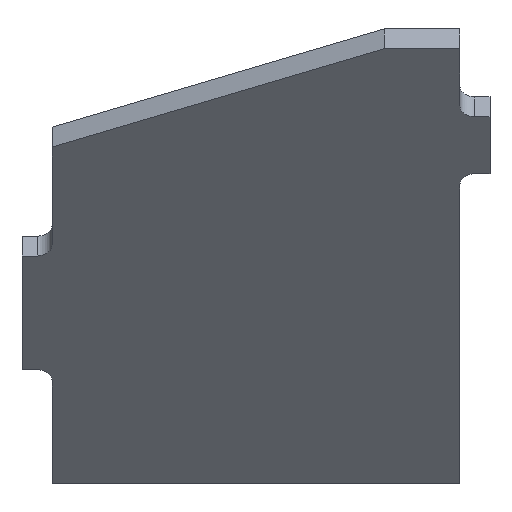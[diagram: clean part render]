
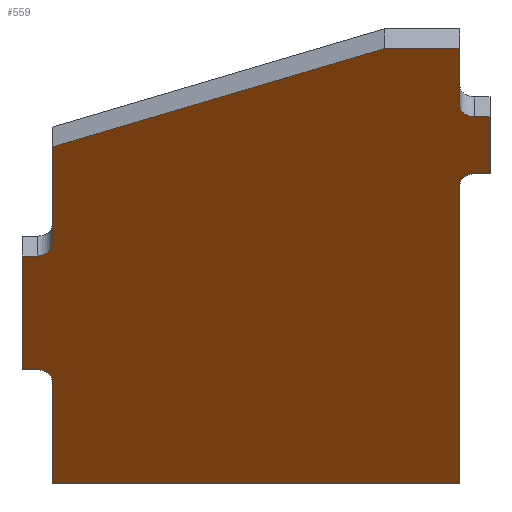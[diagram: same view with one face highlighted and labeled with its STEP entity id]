
A CAD part, left-side view. The second image highlights one B-rep face of the part: STEP entity #559.
In plain terms, the highlighted planar face has unit normal (-0.753, 0, -0.658).
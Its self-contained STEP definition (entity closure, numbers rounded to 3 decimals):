
#57=CARTESIAN_POINT('Line Origine',(72.935,9.,36.736)) ;
#61=CARTESIAN_POINT('Vertex',(71.289,9.,38.617)) ;
#63=CARTESIAN_POINT('Vertex',(74.581,9.,34.854)) ;
#97=CARTESIAN_POINT('Line Origine',(82.649,40.,25.634)) ;
#101=CARTESIAN_POINT('Vertex',(85.942,40.,21.871)) ;
#103=CARTESIAN_POINT('Vertex',(79.356,40.,29.397)) ;
#141=CARTESIAN_POINT('Vertex',(73.034,38.,36.622)) ;
#146=CARTESIAN_POINT('Line Origine',(70.186,27.,39.878)) ;
#150=CARTESIAN_POINT('Vertex',(67.338,16.,43.133)) ;
#177=CARTESIAN_POINT('Line Origine',(67.338,13.5,43.133)) ;
#181=CARTESIAN_POINT('Vertex',(67.338,11.,43.133)) ;
#212=CARTESIAN_POINT('Vertex',(75.997,11.,33.236)) ;
#217=CARTESIAN_POINT('Line Origine',(84.262,11.,23.791)) ;
#221=CARTESIAN_POINT('Vertex',(92.527,11.,14.345)) ;
#248=CARTESIAN_POINT('Line Origine',(92.527,24.5,14.345)) ;
#252=CARTESIAN_POINT('Vertex',(92.527,38.,14.345)) ;
#286=CARTESIAN_POINT('Line Origine',(74.581,9.5,34.854)) ;
#290=CARTESIAN_POINT('Vertex',(74.581,10.,34.854)) ;
#309=CARTESIAN_POINT('Vertex',(75.24,11.,34.102)) ;
#314=CARTESIAN_POINT('Line Origine',(75.619,11.,33.669)) ;
#336=CARTESIAN_POINT('Axis2P3D Location',(75.24,10.,34.102)) ;
#358=CARTESIAN_POINT('Line Origine',(71.289,9.5,38.617)) ;
#362=CARTESIAN_POINT('Vertex',(71.289,10.,38.617)) ;
#388=CARTESIAN_POINT('Vertex',(70.63,11.,39.37)) ;
#398=CARTESIAN_POINT('Line Origine',(68.984,11.,41.251)) ;
#415=CARTESIAN_POINT('Axis2P3D Location',(70.63,10.,39.37)) ;
#437=CARTESIAN_POINT('Line Origine',(85.942,39.5,21.871)) ;
#441=CARTESIAN_POINT('Vertex',(85.942,39.,21.871)) ;
#472=CARTESIAN_POINT('Vertex',(86.6,38.,21.119)) ;
#482=CARTESIAN_POINT('Line Origine',(89.563,38.,17.732)) ;
#499=CARTESIAN_POINT('Axis2P3D Location',(86.6,39.,21.119)) ;
#516=CARTESIAN_POINT('Axis2P3D Location',(59.514,0.,52.074)) ;
#521=CARTESIAN_POINT('Line Origine',(79.356,39.5,29.397)) ;
#525=CARTESIAN_POINT('Vertex',(79.356,39.,29.397)) ;
#529=CARTESIAN_POINT('Control Point',(73.034,38.,36.622)) ;
#530=CARTESIAN_POINT('Control Point',(78.698,38.,30.149)) ;
#531=CARTESIAN_POINT('Vertex',(78.698,38.,30.149)) ;
#534=CARTESIAN_POINT('Axis2P3D Location',(78.698,39.,30.149)) ;
#58=DIRECTION('Vector Direction',(0.659,0.,-0.753)) ;
#98=DIRECTION('Vector Direction',(0.659,0.,-0.753)) ;
#147=DIRECTION('Vector Direction',(0.241,0.931,-0.275)) ;
#178=DIRECTION('Vector Direction',(0.,1.,0.)) ;
#218=DIRECTION('Vector Direction',(-0.659,0.,0.753)) ;
#249=DIRECTION('Vector Direction',(0.,-1.,0.)) ;
#287=DIRECTION('Vector Direction',(0.,-1.,0.)) ;
#315=DIRECTION('Vector Direction',(-0.659,0.,0.753)) ;
#337=DIRECTION('Axis2P3D Direction',(0.753,0.,0.659)) ;
#359=DIRECTION('Vector Direction',(0.,1.,0.)) ;
#399=DIRECTION('Vector Direction',(-0.659,0.,0.753)) ;
#416=DIRECTION('Axis2P3D Direction',(-0.753,0.,-0.659)) ;
#438=DIRECTION('Vector Direction',(0.,-1.,0.)) ;
#483=DIRECTION('Vector Direction',(0.659,0.,-0.753)) ;
#500=DIRECTION('Axis2P3D Direction',(-0.753,-0.,-0.659)) ;
#517=DIRECTION('Axis2P3D Direction',(0.753,-0.,0.659)) ;
#518=DIRECTION('Axis2P3D XDirection',(0.,1.,0.)) ;
#522=DIRECTION('Vector Direction',(0.,1.,0.)) ;
#535=DIRECTION('Axis2P3D Direction',(0.753,-0.,0.659)) ;
#338=AXIS2_PLACEMENT_3D('Circle Axis2P3D',#336,#337,$) ;
#417=AXIS2_PLACEMENT_3D('Circle Axis2P3D',#415,#416,$) ;
#501=AXIS2_PLACEMENT_3D('Circle Axis2P3D',#499,#500,$) ;
#519=AXIS2_PLACEMENT_3D('Plane Axis2P3D',#516,#517,#518) ;
#536=AXIS2_PLACEMENT_3D('Circle Axis2P3D',#534,#535,$) ;
#540=ORIENTED_EDGE('',*,*,#527,.F.) ;
#541=ORIENTED_EDGE('',*,*,#105,.F.) ;
#542=ORIENTED_EDGE('',*,*,#443,.F.) ;
#543=ORIENTED_EDGE('',*,*,#503,.T.) ;
#544=ORIENTED_EDGE('',*,*,#486,.F.) ;
#545=ORIENTED_EDGE('',*,*,#254,.F.) ;
#546=ORIENTED_EDGE('',*,*,#223,.F.) ;
#547=ORIENTED_EDGE('',*,*,#318,.F.) ;
#548=ORIENTED_EDGE('',*,*,#340,.T.) ;
#549=ORIENTED_EDGE('',*,*,#292,.F.) ;
#550=ORIENTED_EDGE('',*,*,#65,.F.) ;
#551=ORIENTED_EDGE('',*,*,#364,.F.) ;
#552=ORIENTED_EDGE('',*,*,#419,.T.) ;
#553=ORIENTED_EDGE('',*,*,#402,.F.) ;
#554=ORIENTED_EDGE('',*,*,#183,.F.) ;
#555=ORIENTED_EDGE('',*,*,#152,.F.) ;
#556=ORIENTED_EDGE('',*,*,#533,.F.) ;
#557=ORIENTED_EDGE('',*,*,#538,.T.) ;
#59=VECTOR('Line Direction',#58,1.) ;
#99=VECTOR('Line Direction',#98,1.) ;
#148=VECTOR('Line Direction',#147,1.) ;
#179=VECTOR('Line Direction',#178,1.) ;
#219=VECTOR('Line Direction',#218,1.) ;
#250=VECTOR('Line Direction',#249,1.) ;
#288=VECTOR('Line Direction',#287,1.) ;
#316=VECTOR('Line Direction',#315,1.) ;
#360=VECTOR('Line Direction',#359,1.) ;
#400=VECTOR('Line Direction',#399,1.) ;
#439=VECTOR('Line Direction',#438,1.) ;
#484=VECTOR('Line Direction',#483,1.) ;
#523=VECTOR('Line Direction',#522,1.) ;
#559=ADVANCED_FACE('Corps principal',(#558),#520,.F.) ;
#528=B_SPLINE_CURVE_WITH_KNOTS('',1,(#529,#530),.UNSPECIFIED.,.F.,.U.,(2,2),(0.,8.601),.UNSPECIFIED.) ;
#339=CIRCLE('generated circle',#338,1.) ;
#418=CIRCLE('generated circle',#417,1.) ;
#502=CIRCLE('generated circle',#501,1.) ;
#537=CIRCLE('generated circle',#536,1.) ;
#65=EDGE_CURVE('',#62,#64,#60,.T.) ;
#105=EDGE_CURVE('',#102,#104,#100,.F.) ;
#152=EDGE_CURVE('',#142,#151,#149,.F.) ;
#183=EDGE_CURVE('',#151,#182,#180,.F.) ;
#223=EDGE_CURVE('',#213,#222,#220,.F.) ;
#254=EDGE_CURVE('',#222,#253,#251,.F.) ;
#292=EDGE_CURVE('',#64,#291,#289,.F.) ;
#318=EDGE_CURVE('',#310,#213,#317,.F.) ;
#340=EDGE_CURVE('',#310,#291,#339,.T.) ;
#364=EDGE_CURVE('',#363,#62,#361,.F.) ;
#402=EDGE_CURVE('',#182,#389,#401,.F.) ;
#419=EDGE_CURVE('',#363,#389,#418,.F.) ;
#443=EDGE_CURVE('',#442,#102,#440,.F.) ;
#486=EDGE_CURVE('',#253,#473,#485,.F.) ;
#503=EDGE_CURVE('',#442,#473,#502,.F.) ;
#527=EDGE_CURVE('',#104,#526,#524,.F.) ;
#533=EDGE_CURVE('',#532,#142,#528,.F.) ;
#538=EDGE_CURVE('',#532,#526,#537,.T.) ;
#539=EDGE_LOOP('',(#540,#541,#542,#543,#544,#545,#546,#547,#548,#549,#550,#551,#552,#553,#554,#555,#556,#557)) ;
#558=FACE_OUTER_BOUND('',#539,.T.) ;
#60=LINE('Line',#57,#59) ;
#100=LINE('Line',#97,#99) ;
#149=LINE('Line',#146,#148) ;
#180=LINE('Line',#177,#179) ;
#220=LINE('Line',#217,#219) ;
#251=LINE('Line',#248,#250) ;
#289=LINE('Line',#286,#288) ;
#317=LINE('Line',#314,#316) ;
#361=LINE('Line',#358,#360) ;
#401=LINE('Line',#398,#400) ;
#440=LINE('Line',#437,#439) ;
#485=LINE('Line',#482,#484) ;
#524=LINE('Line',#521,#523) ;
#520=PLANE('Plane',#519) ;
#62=VERTEX_POINT('',#61) ;
#64=VERTEX_POINT('',#63) ;
#102=VERTEX_POINT('',#101) ;
#104=VERTEX_POINT('',#103) ;
#142=VERTEX_POINT('',#141) ;
#151=VERTEX_POINT('',#150) ;
#182=VERTEX_POINT('',#181) ;
#213=VERTEX_POINT('',#212) ;
#222=VERTEX_POINT('',#221) ;
#253=VERTEX_POINT('',#252) ;
#291=VERTEX_POINT('',#290) ;
#310=VERTEX_POINT('',#309) ;
#363=VERTEX_POINT('',#362) ;
#389=VERTEX_POINT('',#388) ;
#442=VERTEX_POINT('',#441) ;
#473=VERTEX_POINT('',#472) ;
#526=VERTEX_POINT('',#525) ;
#532=VERTEX_POINT('',#531) ;
